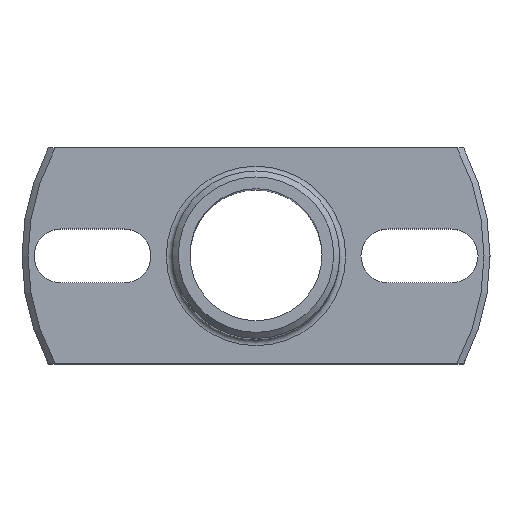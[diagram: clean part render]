
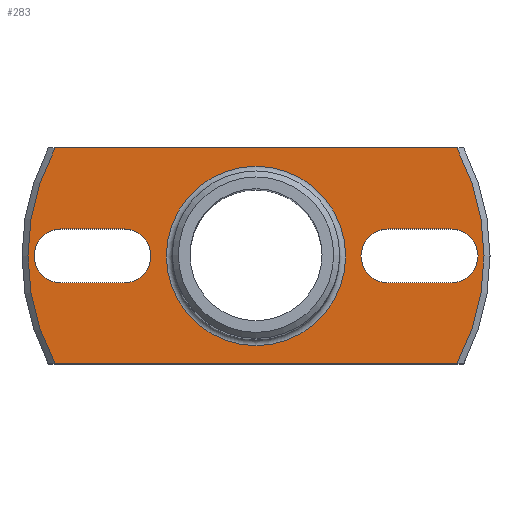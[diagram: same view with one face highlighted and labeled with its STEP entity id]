
A CAD part, top view. The second image highlights one B-rep face of the part: STEP entity #283.
In plain terms, the highlighted planar face has unit normal (0, 0, 1).
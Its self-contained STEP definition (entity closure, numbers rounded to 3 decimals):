
#75=CARTESIAN_POINT('',(-16.733,-9.,6.));
#76=VERTEX_POINT('',#75);
#144=CARTESIAN_POINT('',(16.733,-9.,6.));
#145=VERTEX_POINT('',#144);
#159=CARTESIAN_POINT('',(-16.733,-9.,6.));
#160=DIRECTION('',(1.0,0.0,0.0));
#161=VECTOR('',#160,33.466);
#162=LINE('',#159,#161);
#163=EDGE_CURVE('',#76,#145,#162,.T.);
#168=CARTESIAN_POINT('',(0.0,0.0,6.));
#169=DIRECTION('',(0.0,0.0,-1.0));
#170=DIRECTION('',(-1.0,0.0,0.0));
#171=AXIS2_PLACEMENT_3D('',#168,#169,#170);
#172=PLANE('',#171);
#173=ORIENTED_EDGE('',*,*,#163,.T.);
#174=CARTESIAN_POINT('',(16.733,9.,6.));
#175=VERTEX_POINT('',#174);
#176=CARTESIAN_POINT('',(0.0,0.0,6.));
#177=DIRECTION('',(0.0,0.0,-1.0));
#178=DIRECTION('',(-1.0,0.0,0.0));
#179=AXIS2_PLACEMENT_3D('',#176,#177,#178);
#180=CIRCLE('',#179,19.0);
#181=EDGE_CURVE('',#175,#145,#180,.T.);
#182=ORIENTED_EDGE('',*,*,#181,.F.);
#183=CARTESIAN_POINT('',(-16.733,9.,6.));
#184=VERTEX_POINT('',#183);
#185=CARTESIAN_POINT('',(16.733,9.,6.));
#186=DIRECTION('',(-1.0,0.0,0.0));
#187=VECTOR('',#186,33.466);
#188=LINE('',#185,#187);
#189=EDGE_CURVE('',#175,#184,#188,.T.);
#190=ORIENTED_EDGE('',*,*,#189,.T.);
#191=CARTESIAN_POINT('',(0.0,0.0,6.));
#192=DIRECTION('',(0.0,0.0,-1.0));
#193=DIRECTION('',(-1.0,0.0,0.0));
#194=AXIS2_PLACEMENT_3D('',#191,#192,#193);
#195=CIRCLE('',#194,19.0);
#196=EDGE_CURVE('',#76,#184,#195,.T.);
#197=ORIENTED_EDGE('',*,*,#196,.F.);
#198=EDGE_LOOP('',(#173,#182,#190,#197));
#199=FACE_OUTER_BOUND('',#198,.T.);
#200=CARTESIAN_POINT('',(7.475,0.,6.));
#201=VERTEX_POINT('',#200);
#202=CARTESIAN_POINT('',(0.0,0.0,6.));
#203=DIRECTION('',(0.0,0.0,1.0));
#204=DIRECTION('',(-1.0,0.0,0.0));
#205=AXIS2_PLACEMENT_3D('',#202,#203,#204);
#206=CIRCLE('',#205,7.475);
#207=EDGE_CURVE('',#201,#201,#206,.T.);
#208=ORIENTED_EDGE('',*,*,#207,.F.);
#209=EDGE_LOOP('',(#208));
#210=FACE_BOUND('',#209,.T.);
#211=CARTESIAN_POINT('',(-16.25,-2.25,6.));
#212=VERTEX_POINT('',#211);
#213=CARTESIAN_POINT('',(-16.25,2.25,6.));
#214=VERTEX_POINT('',#213);
#215=CARTESIAN_POINT('',(-16.25,0.0,6.));
#216=DIRECTION('',(0.0,0.0,-1.0));
#217=DIRECTION('',(0.0,-1.0,0.0));
#218=AXIS2_PLACEMENT_3D('',#215,#216,#217);
#219=CIRCLE('',#218,2.25);
#220=EDGE_CURVE('',#212,#214,#219,.T.);
#221=ORIENTED_EDGE('',*,*,#220,.T.);
#222=CARTESIAN_POINT('',(-11.0,2.25,6.));
#223=VERTEX_POINT('',#222);
#224=CARTESIAN_POINT('',(-16.25,2.25,6.));
#225=DIRECTION('',(1.0,0.0,0.0));
#226=VECTOR('',#225,5.25);
#227=LINE('',#224,#226);
#228=EDGE_CURVE('',#214,#223,#227,.T.);
#229=ORIENTED_EDGE('',*,*,#228,.T.);
#230=CARTESIAN_POINT('',(-11.0,-2.25,6.));
#231=VERTEX_POINT('',#230);
#232=CARTESIAN_POINT('',(-11.0,0.0,6.));
#233=DIRECTION('',(0.0,0.0,-1.0));
#234=DIRECTION('',(0.0,1.0,0.0));
#235=AXIS2_PLACEMENT_3D('',#232,#233,#234);
#236=CIRCLE('',#235,2.25);
#237=EDGE_CURVE('',#223,#231,#236,.T.);
#238=ORIENTED_EDGE('',*,*,#237,.T.);
#239=CARTESIAN_POINT('',(-11.0,-2.25,6.));
#240=DIRECTION('',(-1.0,0.0,0.0));
#241=VECTOR('',#240,5.25);
#242=LINE('',#239,#241);
#243=EDGE_CURVE('',#231,#212,#242,.T.);
#244=ORIENTED_EDGE('',*,*,#243,.T.);
#245=EDGE_LOOP('',(#221,#229,#238,#244));
#246=FACE_BOUND('',#245,.T.);
#247=CARTESIAN_POINT('',(11.0,-2.25,6.));
#248=VERTEX_POINT('',#247);
#249=CARTESIAN_POINT('',(11.0,2.25,6.));
#250=VERTEX_POINT('',#249);
#251=CARTESIAN_POINT('',(11.0,0.0,6.));
#252=DIRECTION('',(0.0,0.0,-1.0));
#253=DIRECTION('',(0.0,1.0,0.0));
#254=AXIS2_PLACEMENT_3D('',#251,#252,#253);
#255=CIRCLE('',#254,2.25);
#256=EDGE_CURVE('',#248,#250,#255,.T.);
#257=ORIENTED_EDGE('',*,*,#256,.T.);
#258=CARTESIAN_POINT('',(16.25,2.25,6.));
#259=VERTEX_POINT('',#258);
#260=CARTESIAN_POINT('',(11.0,2.25,6.));
#261=DIRECTION('',(1.0,0.0,0.0));
#262=VECTOR('',#261,5.25);
#263=LINE('',#260,#262);
#264=EDGE_CURVE('',#250,#259,#263,.T.);
#265=ORIENTED_EDGE('',*,*,#264,.T.);
#266=CARTESIAN_POINT('',(16.25,-2.25,6.));
#267=VERTEX_POINT('',#266);
#268=CARTESIAN_POINT('',(16.25,0.0,6.));
#269=DIRECTION('',(0.0,0.0,-1.0));
#270=DIRECTION('',(0.0,-1.0,0.0));
#271=AXIS2_PLACEMENT_3D('',#268,#269,#270);
#272=CIRCLE('',#271,2.25);
#273=EDGE_CURVE('',#259,#267,#272,.T.);
#274=ORIENTED_EDGE('',*,*,#273,.T.);
#275=CARTESIAN_POINT('',(16.25,-2.25,6.));
#276=DIRECTION('',(-1.0,0.0,0.0));
#277=VECTOR('',#276,5.25);
#278=LINE('',#275,#277);
#279=EDGE_CURVE('',#267,#248,#278,.T.);
#280=ORIENTED_EDGE('',*,*,#279,.T.);
#281=EDGE_LOOP('',(#257,#265,#274,#280));
#282=FACE_BOUND('',#281,.T.);
#283=ADVANCED_FACE('',(#199,#210,#246,#282),#172,.F.);
